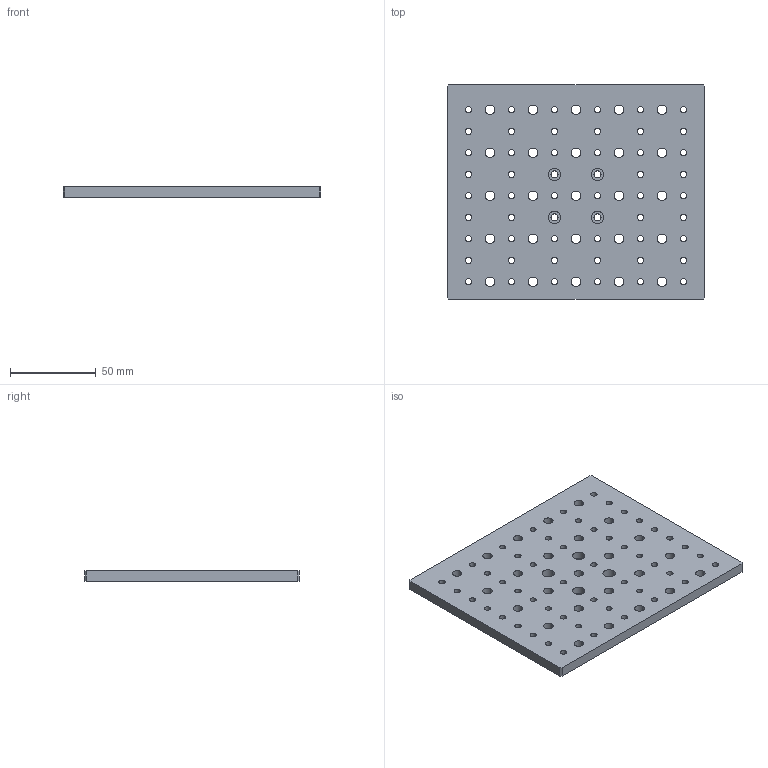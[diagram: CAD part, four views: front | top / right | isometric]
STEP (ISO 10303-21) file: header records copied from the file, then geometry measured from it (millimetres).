
FILE_DESCRIPTION((''),'2;1');
FILE_NAME('OHD-6C15','2022-09-03T',('daizh'),(''),'CREO PARAMETRIC BY PTC INC, 2018360','CREO PARAMETRIC BY PTC INC, 2018360','');
FILE_SCHEMA(('CONFIG_CONTROL_DESIGN'));
Length unit declared in the file: millimetre
Products named in the file (1): OHD-6C15
Bounding box: 150 x 125 x 6 mm (x, y, z)
Volume: 105058.5 mm3; surface area: 44939.7 mm2
Topology: 1 solids, 1 shells, 180 faces, 522 edges, 348 vertices
Faces by surface type: cylinder 166, plane 14
Entity records: 6492 total; most frequent: DIRECTION 1214, CARTESIAN_POINT 1050, ORIENTED_EDGE 1044, EDGE_CURVE 522, AXIS2_PLACEMENT_3D 512, VERTEX_POINT 348, EDGE_LOOP 342, CIRCLE 332
